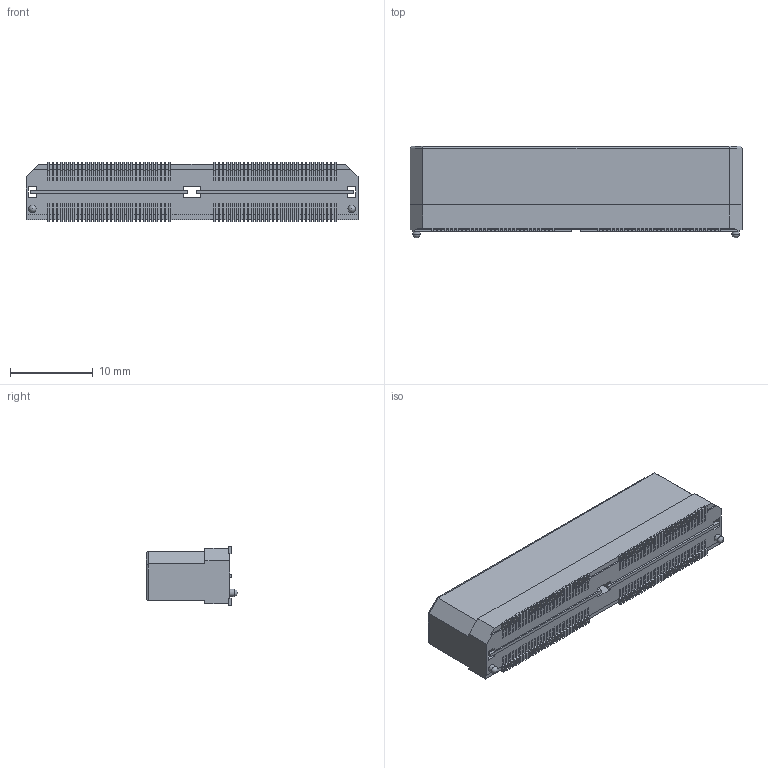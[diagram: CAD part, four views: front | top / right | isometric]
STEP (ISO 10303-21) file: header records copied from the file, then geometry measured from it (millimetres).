
FILE_DESCRIPTION(/* description */ ('STEP AP214'),/* implementation_level */ '2;1');
FILE_NAME(/* name */ 'QTH-060-03-L-D-A-TR',/* time_stamp */ '2022-07-07T06:12:29+02:00',/* author */ ('License CC BY-ND 4.0'),/* organization */ ('CADENAS'),/* preprocessor_version */ 'ST-DEVELOPER v18.102',/* originating_system */ 'PARTsolutions',/* authorisation */ ' ');
FILE_SCHEMA (('AUTOMOTIVE_DESIGN {1 0 10303 214 3 1 1}'));
Length unit declared in the file: inch
Products named in the file (4): QTH-060-03-L-D-A-TR; T-1G1-03_imp; T-1S60-03(-060-03-D)_pin; TQTH-060-03-L-D-A-TR_terminal
Assembly tree (5 placements, depth 2):
  QTH-060-03-L-D-A-TR
    T-1G1-03_imp  x2
    T-1S60-03(-060-03-D)_pin  x2
    TQTH-060-03-L-D-A-TR_terminal
Bounding box: 40.01 x 11.02 x 7.11 mm (x, y, z)
Volume: 2273.9 mm3; surface area: 4670.1 mm2
Topology: 5 solids, 5 shells, 3128 faces, 9340 edges, 6222 vertices
Faces by surface type: plane 3000, cylinder 126, sphere 2
Full cylindrical faces by diameter (mm): 0.889 x2
Entity records: 63045 total; most frequent: CARTESIAN_POINT 11408, ORIENTED_EDGE 11392, DIRECTION 9664, EDGE_CURVE 5696, LINE 5564, VECTOR 5564, VERTEX_POINT 3794, AXIS2_PLACEMENT_3D 2050
